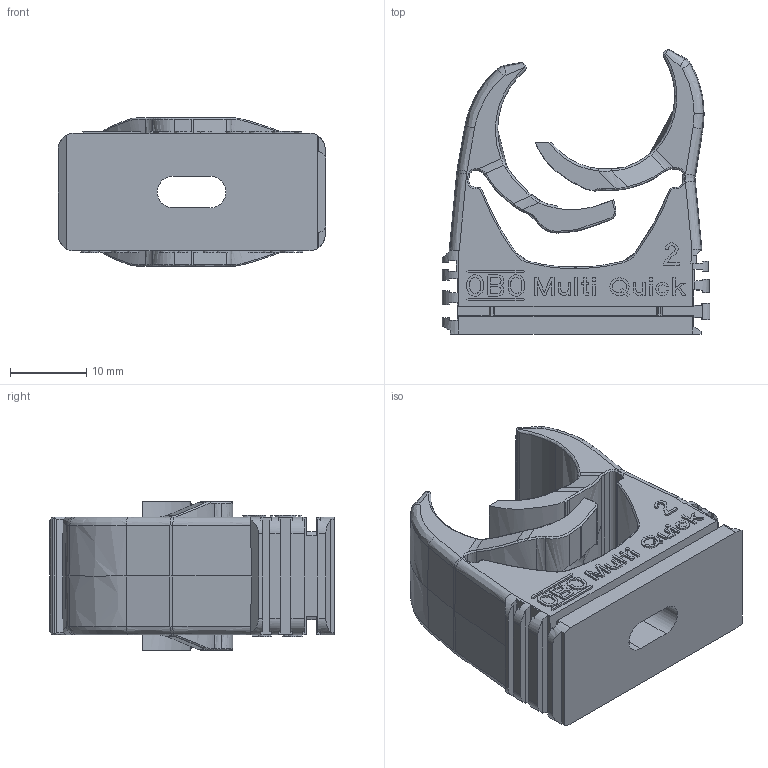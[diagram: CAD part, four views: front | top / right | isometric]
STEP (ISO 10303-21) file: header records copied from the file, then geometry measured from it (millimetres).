
FILE_DESCRIPTION(/* description */ (''),/* implementation_level */ '2;1');
FILE_NAME(/* name */ '2153114',/* time_stamp */ '2015-07-28T09:48:19+02:00',/* author */ (''),/* organization */ (''),/* preprocessor_version */ 'ST-DEVELOPER v15',/* originating_system */ '',/* authorisation */ '');
FILE_SCHEMA (('CONFIG_CONTROL_DESIGN'));
Length unit declared in the file: millimetre
Products named in the file (1): Document
Bounding box: 35.2 x 37.4 x 19.5 mm (x, y, z)
Surface area: 6308.2 mm2 (no closed solid volume)
Topology: 0 solids, 1 shells, 936 faces, 2490 edges, 1607 vertices
Faces by surface type: plane 471, bspline 465
Entity records: 41424 total; most frequent: CARTESIAN_POINT 26287, ORIENTED_EDGE 4982, EDGE_CURVE 2492, VERTEX_POINT 1607, B_SPLINE_CURVE_WITH_KNOTS 1588, EDGE_LOOP 997, ADVANCED_FACE 936, FACE_OUTER_BOUND 936
